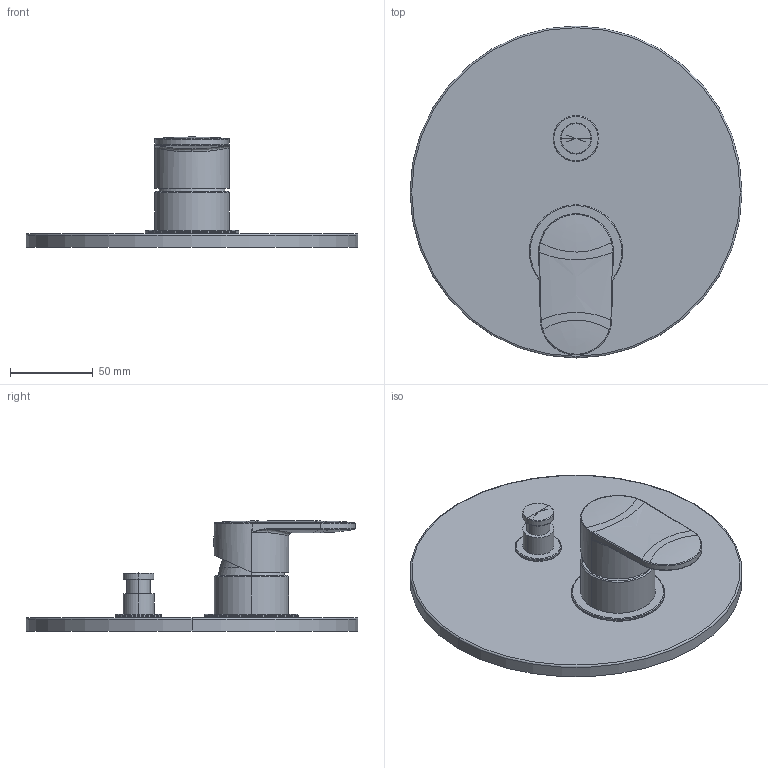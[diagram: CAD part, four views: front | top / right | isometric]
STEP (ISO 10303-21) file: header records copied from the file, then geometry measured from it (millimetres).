
FILE_DESCRIPTION((''),'2;1');
FILE_NAME('CA015CR','2021-01-13T11:06:30',('ut3'),('PAFFONI SpA'),'CREO PARAMETRIC BY PTC INC, 2020044','CREO PARAMETRIC BY PTC INC, 2020044','');
FILE_SCHEMA(('CONFIG_CONTROL_DESIGN','SHAPE_APPEARANCE_LAYERS_GROUPS'));
Length unit declared in the file: millimetre
Products named in the file (1): CA015CR
Bounding box: 200 x 200 x 66.3 mm (x, y, z)
Volume: 299237.3 mm3; surface area: 94133.8 mm2
Topology: 2 solids, 2 shells, 159 faces, 369 edges, 224 vertices
Faces by surface type: cylinder 46, plane 43, bspline 33, cone 21, torus 14, sphere 2
Entity records: 8520 total; most frequent: CARTESIAN_POINT 3889, ORIENTED_EDGE 730, DIRECTION 697, EDGE_CURVE 365, AXIS2_PLACEMENT_3D 283, VERTEX_POINT 224, EDGE_LOOP 175, FACE_OUTER_BOUND 159
